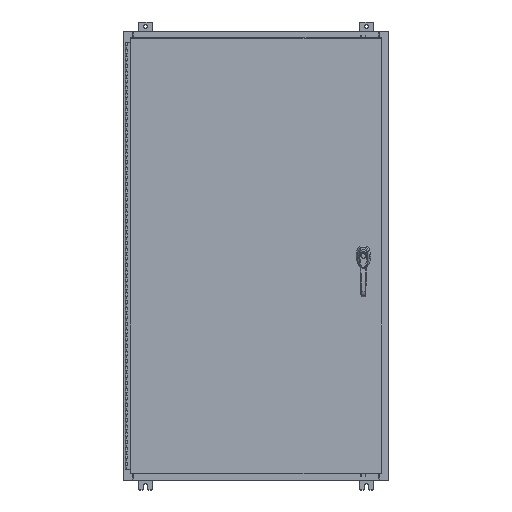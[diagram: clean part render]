
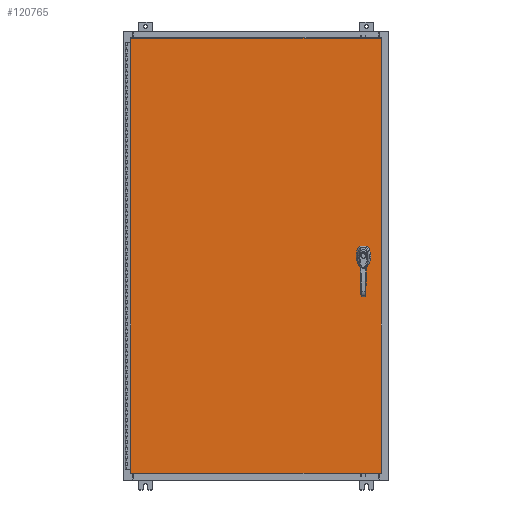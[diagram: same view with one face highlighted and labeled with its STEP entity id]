
A CAD part, top view. The second image highlights one B-rep face of the part: STEP entity #120765.
In plain terms, the highlighted planar face has unit normal (0, 0, 1).
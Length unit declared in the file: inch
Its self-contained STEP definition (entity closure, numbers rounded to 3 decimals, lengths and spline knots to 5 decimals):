
#419 = VECTOR ( 'NONE', #84104, 39.37008 ) ;
#1434 = VERTEX_POINT ( 'NONE', #31484 ) ;
#2345 = ORIENTED_EDGE ( 'NONE', *, *, #138476, .F. ) ;
#3459 = FACE_BOUND ( 'NONE', #44378, .T. ) ;
#3931 = DIRECTION ( 'NONE',  ( 1., 0., 0. ) ) ;
#5050 = DIRECTION ( 'NONE',  ( 0., -1., 0. ) ) ;
#5385 = EDGE_CURVE ( 'NONE', #105249, #75261, #129518, .T. ) ;
#5960 = DIRECTION ( 'NONE',  ( 0., 1., 0. ) ) ;
#6655 = ORIENTED_EDGE ( 'NONE', *, *, #7300, .T. ) ;
#6947 = ORIENTED_EDGE ( 'NONE', *, *, #71060, .T. ) ;
#7153 = DIRECTION ( 'NONE',  ( 0., 0., 1. ) ) ;
#7300 = EDGE_CURVE ( 'NONE', #121478, #84593, #9132, .T. ) ;
#8371 = CIRCLE ( 'NONE', #98194, 0.45 ) ;
#8882 = ORIENTED_EDGE ( 'NONE', *, *, #5385, .F. ) ;
#9132 = LINE ( 'NONE', #123447, #123963 ) ;
#9354 = DIRECTION ( 'NONE',  ( 0., 0., 1. ) ) ;
#9627 = EDGE_LOOP ( 'NONE', ( #23215, #6947, #101149, #142510 ) ) ;
#11696 = AXIS2_PLACEMENT_3D ( 'NONE', #21244, #32423, #110183 ) ;
#13710 = AXIS2_PLACEMENT_3D ( 'NONE', #41787, #119598, #53005 ) ;
#15789 = CARTESIAN_POINT ( 'NONE',  ( -16.9903, 29.5063, 0. ) ) ;
#15829 = VERTEX_POINT ( 'NONE', #122266 ) ;
#18127 = CARTESIAN_POINT ( 'NONE',  ( 14.37777, 0.403, 0. ) ) ;
#20478 = CARTESIAN_POINT ( 'NONE',  ( 14.578, 0., 0. ) ) ;
#21244 = CARTESIAN_POINT ( 'NONE',  ( 0., 0., 0. ) ) ;
#23215 = ORIENTED_EDGE ( 'NONE', *, *, #127888, .T. ) ;
#24033 = CARTESIAN_POINT ( 'NONE',  ( -16.9903, -29.5063, 0. ) ) ;
#26329 = CARTESIAN_POINT ( 'NONE',  ( -16.9903, -29.5063, 0. ) ) ;
#27571 = CARTESIAN_POINT ( 'NONE',  ( 14.981, 0.20023, 0. ) ) ;
#31484 = CARTESIAN_POINT ( 'NONE',  ( 14.77823, 0.403, 0. ) ) ;
#31651 = DIRECTION ( 'NONE',  ( 1., 0., 0. ) ) ;
#32423 = DIRECTION ( 'NONE',  ( 0., 0., -1. ) ) ;
#32497 = EDGE_CURVE ( 'NONE', #83818, #62467, #139678, .T. ) ;
#32520 = CARTESIAN_POINT ( 'NONE',  ( 14.981, -0.20023, 0. ) ) ;
#32823 = CARTESIAN_POINT ( 'NONE',  ( -16.9903, 29.5063, 0. ) ) ;
#33221 = CARTESIAN_POINT ( 'NONE',  ( 0., -0.403, 0. ) ) ;
#34894 = ORIENTED_EDGE ( 'NONE', *, *, #111034, .F. ) ;
#36505 = VECTOR ( 'NONE', #46355, 39.37008 ) ;
#38370 = VERTEX_POINT ( 'NONE', #32823 ) ;
#41489 = DIRECTION ( 'NONE',  ( 0., 0., 1. ) ) ;
#41787 = CARTESIAN_POINT ( 'NONE',  ( 14.578, 0., 0. ) ) ;
#44378 = EDGE_LOOP ( 'NONE', ( #115889, #114509 ) ) ;
#45741 = VECTOR ( 'NONE', #5960, 39.37008 ) ;
#46355 = DIRECTION ( 'NONE',  ( 1., 0., 0. ) ) ;
#47829 = CARTESIAN_POINT ( 'NONE',  ( 14.4065, -1.338, 0. ) ) ;
#50123 = EDGE_CURVE ( 'NONE', #75261, #84593, #87668, .T. ) ;
#50432 = ORIENTED_EDGE ( 'NONE', *, *, #92954, .F. ) ;
#52724 = CARTESIAN_POINT ( 'NONE',  ( 14.578, 0., 0. ) ) ;
#52901 = CARTESIAN_POINT ( 'NONE',  ( 14.175, 0., 0. ) ) ;
#53005 = DIRECTION ( 'NONE',  ( 1., 0., 0. ) ) ;
#55243 = CARTESIAN_POINT ( 'NONE',  ( 14.37777, -0.403, 0. ) ) ;
#58490 = AXIS2_PLACEMENT_3D ( 'NONE', #52724, #130437, #63883 ) ;
#61016 = VERTEX_POINT ( 'NONE', #47829 ) ;
#62467 = VERTEX_POINT ( 'NONE', #81224 ) ;
#62571 = VECTOR ( 'NONE', #131094, 39.37008 ) ;
#62624 = FACE_OUTER_BOUND ( 'NONE', #9627, .T. ) ;
#62790 = AXIS2_PLACEMENT_3D ( 'NONE', #73793, #7153, #85002 ) ;
#63883 = DIRECTION ( 'NONE',  ( 1., 0., 0. ) ) ;
#64206 = EDGE_CURVE ( 'NONE', #38370, #76461, #106524, .T. ) ;
#66352 = EDGE_LOOP ( 'NONE', ( #6655, #87285, #8882, #83520, #34894, #120492, #2345, #50432 ) ) ;
#66885 = CIRCLE ( 'NONE', #62790, 0.1715 ) ;
#69208 = CARTESIAN_POINT ( 'NONE',  ( 16.9903, 29.5063, 0. ) ) ;
#71060 = EDGE_CURVE ( 'NONE', #15829, #124049, #137921, .T. ) ;
#73793 = CARTESIAN_POINT ( 'NONE',  ( 14.578, -1.338, 0. ) ) ;
#75261 = VERTEX_POINT ( 'NONE', #140548 ) ;
#75989 = CARTESIAN_POINT ( 'NONE',  ( 14.578, -1.338, 0. ) ) ;
#76461 = VERTEX_POINT ( 'NONE', #26329 ) ;
#76961 = VECTOR ( 'NONE', #138283, 39.37008 ) ;
#78486 = CIRCLE ( 'NONE', #118153, 0.1715 ) ;
#81224 = CARTESIAN_POINT ( 'NONE',  ( 14.175, 0.20023, 0. ) ) ;
#83520 = ORIENTED_EDGE ( 'NONE', *, *, #99380, .F. ) ;
#83818 = VERTEX_POINT ( 'NONE', #18127 ) ;
#84104 = DIRECTION ( 'NONE',  ( -1., 0., 0. ) ) ;
#84593 = VERTEX_POINT ( 'NONE', #32520 ) ;
#85002 = DIRECTION ( 'NONE',  ( 1., 0., 0. ) ) ;
#85192 = LINE ( 'NONE', #69208, #144190 ) ;
#87179 = DIRECTION ( 'NONE',  ( 1., 0., 0. ) ) ;
#87285 = ORIENTED_EDGE ( 'NONE', *, *, #50123, .F. ) ;
#87668 = CIRCLE ( 'NONE', #13710, 0.45 ) ;
#89196 = LINE ( 'NONE', #105479, #419 ) ;
#92121 = LINE ( 'NONE', #52901, #62571 ) ;
#92954 = EDGE_CURVE ( 'NONE', #121478, #1434, #8371, .T. ) ;
#96181 = CIRCLE ( 'NONE', #58490, 0.45 ) ;
#98194 = AXIS2_PLACEMENT_3D ( 'NONE', #108062, #41489, #119294 ) ;
#98290 = DIRECTION ( 'NONE',  ( 0., 0., 1. ) ) ;
#99380 = EDGE_CURVE ( 'NONE', #127515, #105249, #96181, .T. ) ;
#101149 = ORIENTED_EDGE ( 'NONE', *, *, #102585, .T. ) ;
#102585 = EDGE_CURVE ( 'NONE', #124049, #38370, #85192, .T. ) ;
#105249 = VERTEX_POINT ( 'NONE', #55243 ) ;
#105479 = CARTESIAN_POINT ( 'NONE',  ( 0., 0.403, 0. ) ) ;
#106524 = LINE ( 'NONE', #15789, #76961 ) ;
#106617 = EDGE_CURVE ( 'NONE', #120116, #61016, #66885, .T. ) ;
#108062 = CARTESIAN_POINT ( 'NONE',  ( 14.578, 0., 0. ) ) ;
#110183 = DIRECTION ( 'NONE',  ( -1., 0., 0. ) ) ;
#111034 = EDGE_CURVE ( 'NONE', #62467, #127515, #92121, .T. ) ;
#113463 = DIRECTION ( 'NONE',  ( -1., 0., 0. ) ) ;
#114509 = ORIENTED_EDGE ( 'NONE', *, *, #126759, .F. ) ;
#115889 = ORIENTED_EDGE ( 'NONE', *, *, #106617, .F. ) ;
#116829 = CARTESIAN_POINT ( 'NONE',  ( 16.9903, -29.5063, 0. ) ) ;
#116848 = CARTESIAN_POINT ( 'NONE',  ( 16.9903, 29.5063, 0. ) ) ;
#118153 = AXIS2_PLACEMENT_3D ( 'NONE', #75989, #9354, #87179 ) ;
#118303 = FACE_BOUND ( 'NONE', #66352, .T. ) ;
#119294 = DIRECTION ( 'NONE',  ( 1., 0., 0. ) ) ;
#119598 = DIRECTION ( 'NONE',  ( 0., 0., 1. ) ) ;
#119603 = CARTESIAN_POINT ( 'NONE',  ( 14.7495, -1.338, 0. ) ) ;
#120116 = VERTEX_POINT ( 'NONE', #119603 ) ;
#120492 = ORIENTED_EDGE ( 'NONE', *, *, #32497, .F. ) ;
#120765 = ADVANCED_FACE ( 'NONE', ( #3459, #62624, #118303 ), #132032, .F. ) ;
#121279 = AXIS2_PLACEMENT_3D ( 'NONE', #20478, #98290, #31651 ) ;
#121478 = VERTEX_POINT ( 'NONE', #27571 ) ;
#122266 = CARTESIAN_POINT ( 'NONE',  ( 16.9903, -29.5063, 0. ) ) ;
#123447 = CARTESIAN_POINT ( 'NONE',  ( 14.981, 0., 0. ) ) ;
#123963 = VECTOR ( 'NONE', #5050, 39.37008 ) ;
#124049 = VERTEX_POINT ( 'NONE', #116848 ) ;
#126759 = EDGE_CURVE ( 'NONE', #61016, #120116, #78486, .T. ) ;
#127515 = VERTEX_POINT ( 'NONE', #141173 ) ;
#127888 = EDGE_CURVE ( 'NONE', #76461, #15829, #132161, .T. ) ;
#129518 = LINE ( 'NONE', #33221, #136435 ) ;
#130437 = DIRECTION ( 'NONE',  ( 0., 0., 1. ) ) ;
#131094 = DIRECTION ( 'NONE',  ( 0., -1., 0. ) ) ;
#132032 = PLANE ( 'NONE',  #11696 ) ;
#132161 = LINE ( 'NONE', #24033, #36505 ) ;
#136435 = VECTOR ( 'NONE', #3931, 39.37008 ) ;
#137921 = LINE ( 'NONE', #116829, #45741 ) ;
#138283 = DIRECTION ( 'NONE',  ( 0., -1., 0. ) ) ;
#138476 = EDGE_CURVE ( 'NONE', #1434, #83818, #89196, .T. ) ;
#139678 = CIRCLE ( 'NONE', #121279, 0.45 ) ;
#140548 = CARTESIAN_POINT ( 'NONE',  ( 14.77823, -0.403, 0. ) ) ;
#141173 = CARTESIAN_POINT ( 'NONE',  ( 14.175, -0.20023, 0. ) ) ;
#142510 = ORIENTED_EDGE ( 'NONE', *, *, #64206, .T. ) ;
#144190 = VECTOR ( 'NONE', #113463, 39.37008 ) ;
